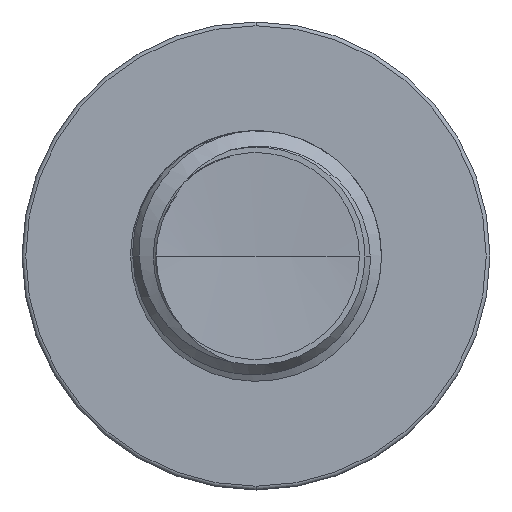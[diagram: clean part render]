
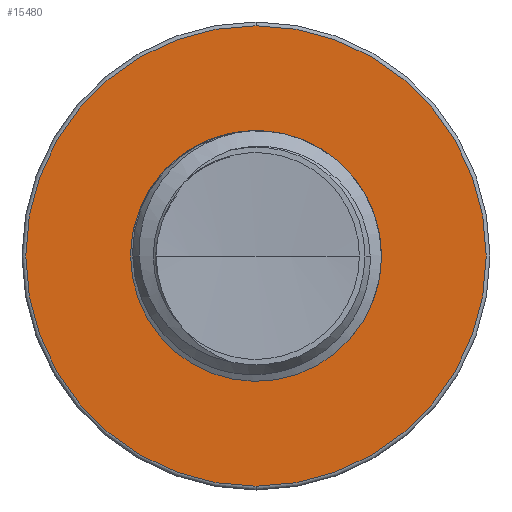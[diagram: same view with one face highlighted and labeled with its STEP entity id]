
A CAD part, front view. The second image highlights one B-rep face of the part: STEP entity #15480.
In plain terms, the highlighted planar face has unit normal (0, -1, 0).
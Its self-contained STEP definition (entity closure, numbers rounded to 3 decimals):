
#19 = EDGE_CURVE ( 'NONE', #4237, #6662, #15945, .T. ) ;
#217 = ORIENTED_EDGE ( 'NONE', *, *, #15343, .F. ) ;
#573 = AXIS2_PLACEMENT_3D ( 'NONE', #6100, #6097, #6078 ) ;
#923 = CARTESIAN_POINT ( 'NONE',  ( 0., 4., 1.436 ) ) ;
#1448 = EDGE_CURVE ( 'NONE', #6662, #4237, #15962, .T. ) ;
#1852 = DIRECTION ( 'NONE',  ( 0., -1., 0. ) ) ;
#1908 = DIRECTION ( 'NONE',  ( 0., 0., -1. ) ) ;
#2634 = ORIENTED_EDGE ( 'NONE', *, *, #3875, .F. ) ;
#3875 = EDGE_CURVE ( 'NONE', #4088, #6563, #14765, .T. ) ;
#4088 = VERTEX_POINT ( 'NONE', #11835 ) ;
#4237 = VERTEX_POINT ( 'NONE', #11346 ) ;
#5771 = EDGE_LOOP ( 'NONE', ( #2634, #217 ) ) ;
#6078 = DIRECTION ( 'NONE',  ( 0., 0., -1. ) ) ;
#6097 = DIRECTION ( 'NONE',  ( 0., -1., 0. ) ) ;
#6100 = CARTESIAN_POINT ( 'NONE',  ( 0., 4., 0. ) ) ;
#6364 = AXIS2_PLACEMENT_3D ( 'NONE', #6946, #6849, #6793 ) ;
#6563 = VERTEX_POINT ( 'NONE', #923 ) ;
#6627 = EDGE_LOOP ( 'NONE', ( #10691, #13153 ) ) ;
#6662 = VERTEX_POINT ( 'NONE', #15295 ) ;
#6793 = DIRECTION ( 'NONE',  ( 0., 0., -1. ) ) ;
#6849 = DIRECTION ( 'NONE',  ( 0., -1., 0. ) ) ;
#6946 = CARTESIAN_POINT ( 'NONE',  ( 0., 4., 0. ) ) ;
#7355 = FACE_OUTER_BOUND ( 'NONE', #6627, .T. ) ;
#8449 = PLANE ( 'NONE',  #15437 ) ;
#8495 = AXIS2_PLACEMENT_3D ( 'NONE', #12395, #12374, #12322 ) ;
#9795 = CARTESIAN_POINT ( 'NONE',  ( 0., 4., 0. ) ) ;
#9853 = DIRECTION ( 'NONE',  ( 0., -1., 0. ) ) ;
#10501 = FACE_BOUND ( 'NONE', #5771, .T. ) ;
#10691 = ORIENTED_EDGE ( 'NONE', *, *, #1448, .T. ) ;
#10769 = AXIS2_PLACEMENT_3D ( 'NONE', #9795, #1852, #11133 ) ;
#11133 = DIRECTION ( 'NONE',  ( 0., 0., -1. ) ) ;
#11346 = CARTESIAN_POINT ( 'NONE',  ( 0., 4., 2.755 ) ) ;
#11835 = CARTESIAN_POINT ( 'NONE',  ( 0., 4., -1.436 ) ) ;
#12322 = DIRECTION ( 'NONE',  ( 0., 0., -1. ) ) ;
#12374 = DIRECTION ( 'NONE',  ( 0., -1., 0. ) ) ;
#12395 = CARTESIAN_POINT ( 'NONE',  ( 0., 4., 0. ) ) ;
#13153 = ORIENTED_EDGE ( 'NONE', *, *, #19, .T. ) ;
#13781 = CIRCLE ( 'NONE', #10769, 1.436 ) ;
#14661 = CARTESIAN_POINT ( 'NONE',  ( 0., 4., 1.436 ) ) ;
#14765 = CIRCLE ( 'NONE', #8495, 1.436 ) ;
#15295 = CARTESIAN_POINT ( 'NONE',  ( 0., 4., -2.755 ) ) ;
#15343 = EDGE_CURVE ( 'NONE', #6563, #4088, #13781, .T. ) ;
#15437 = AXIS2_PLACEMENT_3D ( 'NONE', #14661, #9853, #1908 ) ;
#15480 = ADVANCED_FACE ( 'NONE', ( #7355, #10501 ), #8449, .T. ) ;
#15945 = CIRCLE ( 'NONE', #6364, 2.755 ) ;
#15962 = CIRCLE ( 'NONE', #573, 2.755 ) ;
